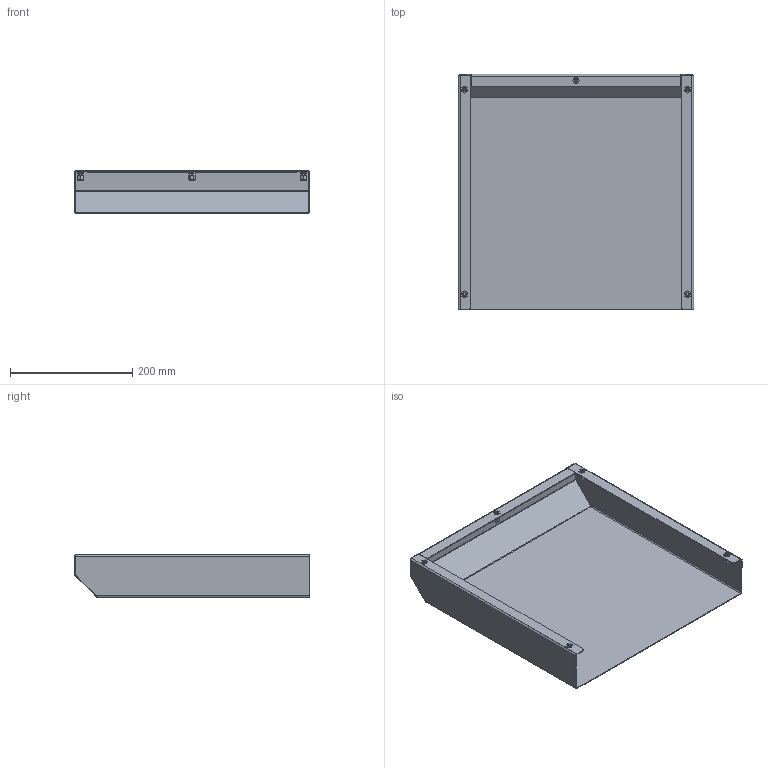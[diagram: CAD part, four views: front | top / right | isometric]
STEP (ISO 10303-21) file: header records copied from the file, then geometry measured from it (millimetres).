
FILE_DESCRIPTION (( 'STEP AP214' ), '1' );
FILE_NAME ('983.310.STEP', '2024-10-14T04:41:24', ( '' ), ( '' ), 'SwSTEP 2.0', 'SolidWorks 2021', '' );
FILE_SCHEMA (( 'AUTOMOTIVE_DESIGN' ));
Length unit declared in the file: millimetre
Products named in the file (3): 983.310; Çàêëåïêà ðåçüáîâàÿ Ì6 øåñòèãðàííàÿ ñ óìåíüøåííûì áîðòîì
Assembly tree (6 placements, depth 2):
  983.310
    983.310
    Çàêëåïêà ðåçüáîâàÿ Ì6 øåñòèãðàííàÿ ñ óìåíüøåííûì áîðòîì  x5
Bounding box: 385 x 385 x 70.6 mm (x, y, z)
Volume: 357307.6 mm3; surface area: 479873.6 mm2
Topology: 6 solids, 6 shells, 330 faces, 853 edges, 540 vertices
Faces by surface type: plane 164, cylinder 121, cone 30, bspline 15
Entity records: 5956 total; most frequent: CARTESIAN_POINT 2407, ORIENTED_EDGE 738, DIRECTION 667, EDGE_CURVE 369, LINE 271, VECTOR 271, VERTEX_POINT 228, AXIS2_PLACEMENT_3D 198
